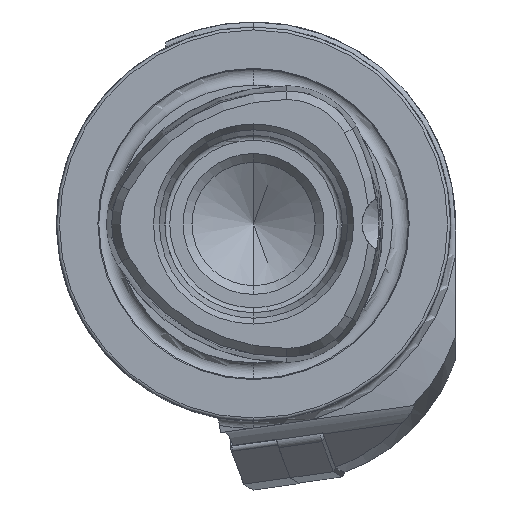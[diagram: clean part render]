
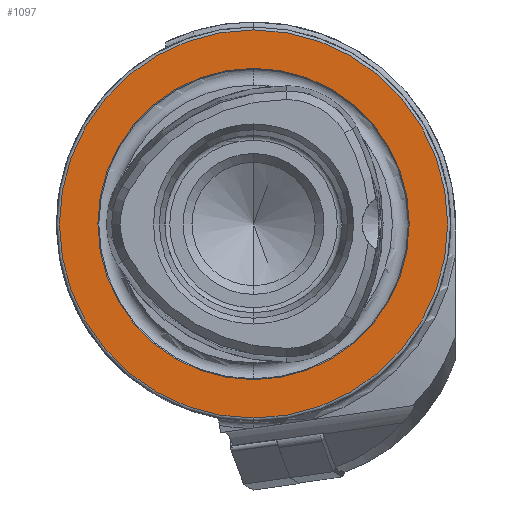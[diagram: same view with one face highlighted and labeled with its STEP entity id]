
A CAD part, left-side view. The second image highlights one B-rep face of the part: STEP entity #1097.
In plain terms, the highlighted planar face has unit normal (-1, 0, 0).
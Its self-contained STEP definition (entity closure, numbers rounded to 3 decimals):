
#94 = CIRCLE ( 'NONE', #1105, 19.7 ) ;
#100 = EDGE_LOOP ( 'NONE', ( #6682, #7822 ) ) ;
#145 = FACE_OUTER_BOUND ( 'NONE', #100, .T. ) ;
#262 = AXIS2_PLACEMENT_3D ( 'NONE', #12155, #4402, #1442 ) ;
#1097 = ADVANCED_FACE ( 'NONE', ( #3334, #145 ), #11717, .F. ) ;
#1105 = AXIS2_PLACEMENT_3D ( 'NONE', #5314, #2453, #7223 ) ;
#1442 = DIRECTION ( 'NONE',  ( 0., 0., 1. ) ) ;
#1629 = EDGE_LOOP ( 'NONE', ( #4209, #11427 ) ) ;
#1722 = CARTESIAN_POINT ( 'NONE',  ( 0., 0., 0. ) ) ;
#2453 = DIRECTION ( 'NONE',  ( -1., 0., 0. ) ) ;
#2762 = EDGE_CURVE ( 'NONE', #8478, #6094, #9794, .T. ) ;
#2942 = AXIS2_PLACEMENT_3D ( 'NONE', #5015, #6004, #3182 ) ;
#3182 = DIRECTION ( 'NONE',  ( 0., 0., -1. ) ) ;
#3334 = FACE_BOUND ( 'NONE', #1629, .T. ) ;
#3676 = DIRECTION ( 'NONE',  ( 0., 0., 1. ) ) ;
#4127 = CARTESIAN_POINT ( 'NONE',  ( 0., 0., 0. ) ) ;
#4209 = ORIENTED_EDGE ( 'NONE', *, *, #11627, .F. ) ;
#4402 = DIRECTION ( 'NONE',  ( -1., 0., 0. ) ) ;
#4522 = EDGE_CURVE ( 'NONE', #6094, #8478, #94, .T. ) ;
#5015 = CARTESIAN_POINT ( 'NONE',  ( 0., 15.8, 0. ) ) ;
#5312 = AXIS2_PLACEMENT_3D ( 'NONE', #1722, #12402, #3676 ) ;
#5314 = CARTESIAN_POINT ( 'NONE',  ( 0., 0., 0. ) ) ;
#5901 = CARTESIAN_POINT ( 'NONE',  ( 0., 0., 19.7 ) ) ;
#6004 = DIRECTION ( 'NONE',  ( 1., 0., 0. ) ) ;
#6006 = DIRECTION ( 'NONE',  ( -1., 0., 0. ) ) ;
#6094 = VERTEX_POINT ( 'NONE', #8028 ) ;
#6136 = VERTEX_POINT ( 'NONE', #10070 ) ;
#6162 = AXIS2_PLACEMENT_3D ( 'NONE', #4127, #6006, #7063 ) ;
#6482 = CIRCLE ( 'NONE', #262, 15.8 ) ;
#6682 = ORIENTED_EDGE ( 'NONE', *, *, #2762, .T. ) ;
#7063 = DIRECTION ( 'NONE',  ( 0., 0., 1. ) ) ;
#7223 = DIRECTION ( 'NONE',  ( 0., 0., 1. ) ) ;
#7759 = CIRCLE ( 'NONE', #6162, 15.8 ) ;
#7822 = ORIENTED_EDGE ( 'NONE', *, *, #4522, .T. ) ;
#7966 = VERTEX_POINT ( 'NONE', #9567 ) ;
#8028 = CARTESIAN_POINT ( 'NONE',  ( 0., 0., -19.7 ) ) ;
#8208 = EDGE_CURVE ( 'NONE', #6136, #7966, #6482, .T. ) ;
#8478 = VERTEX_POINT ( 'NONE', #5901 ) ;
#9567 = CARTESIAN_POINT ( 'NONE',  ( 0., 0., 15.8 ) ) ;
#9794 = CIRCLE ( 'NONE', #5312, 19.7 ) ;
#10070 = CARTESIAN_POINT ( 'NONE',  ( 0., 0., -15.8 ) ) ;
#11427 = ORIENTED_EDGE ( 'NONE', *, *, #8208, .F. ) ;
#11627 = EDGE_CURVE ( 'NONE', #7966, #6136, #7759, .T. ) ;
#11717 = PLANE ( 'NONE',  #2942 ) ;
#12155 = CARTESIAN_POINT ( 'NONE',  ( 0., 0., 0. ) ) ;
#12402 = DIRECTION ( 'NONE',  ( -1., 0., 0. ) ) ;
